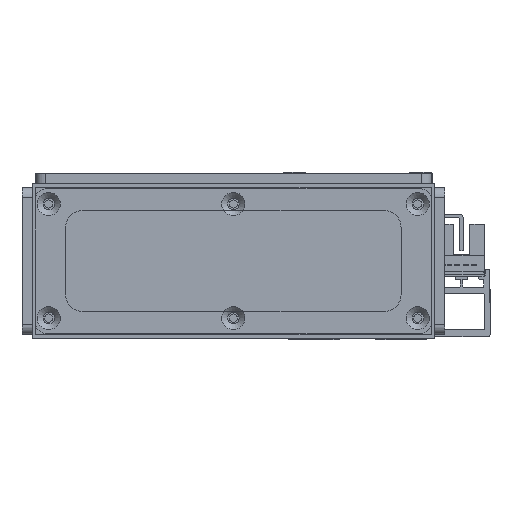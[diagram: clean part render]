
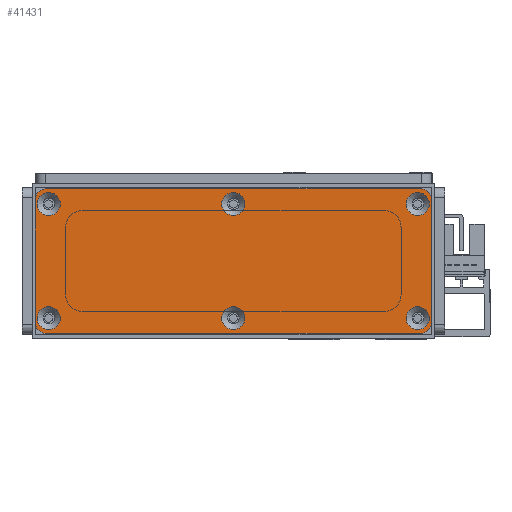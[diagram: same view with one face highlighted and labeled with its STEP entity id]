
A CAD part, front view. The second image highlights one B-rep face of the part: STEP entity #41431.
In plain terms, the highlighted face is planar.
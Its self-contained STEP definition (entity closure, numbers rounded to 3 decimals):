
#741=FACE_BOUND('',#7577,.T.);
#742=FACE_BOUND('',#7578,.T.);
#743=FACE_BOUND('',#7579,.T.);
#744=FACE_BOUND('',#7580,.T.);
#745=FACE_BOUND('',#7581,.T.);
#746=FACE_BOUND('',#7582,.T.);
#2415=PLANE('',#44865);
#4994=FACE_OUTER_BOUND('',#7576,.T.);
#7576=EDGE_LOOP('',(#38637,#38638,#38639,#38640,#38641,#38642,#38643,#38644));
#7577=EDGE_LOOP('',(#38645));
#7578=EDGE_LOOP('',(#38646));
#7579=EDGE_LOOP('',(#38647));
#7580=EDGE_LOOP('',(#38648));
#7581=EDGE_LOOP('',(#38649));
#7582=EDGE_LOOP('',(#38650));
#12135=LINE('',#68663,#16772);
#12139=LINE('',#68675,#16776);
#12143=LINE('',#68687,#16780);
#12147=LINE('',#68697,#16784);
#16772=VECTOR('',#55414,10.);
#16776=VECTOR('',#55426,10.);
#16780=VECTOR('',#55438,10.);
#16784=VECTOR('',#55450,10.);
#17966=CIRCLE('',#44819,3.45);
#17969=CIRCLE('',#44824,3.45);
#17972=CIRCLE('',#44829,3.45);
#17975=CIRCLE('',#44834,3.45);
#17978=CIRCLE('',#44839,3.45);
#17981=CIRCLE('',#44844,3.45);
#17985=CIRCLE('',#44850,3.);
#17987=CIRCLE('',#44854,3.);
#17989=CIRCLE('',#44858,3.);
#17991=CIRCLE('',#44862,3.);
#21682=VERTEX_POINT('',#68591);
#21685=VERTEX_POINT('',#68601);
#21688=VERTEX_POINT('',#68611);
#21691=VERTEX_POINT('',#68621);
#21694=VERTEX_POINT('',#68631);
#21697=VERTEX_POINT('',#68641);
#21702=VERTEX_POINT('',#68654);
#21703=VERTEX_POINT('',#68656);
#21705=VERTEX_POINT('',#68662);
#21707=VERTEX_POINT('',#68668);
#21709=VERTEX_POINT('',#68674);
#21711=VERTEX_POINT('',#68680);
#21713=VERTEX_POINT('',#68686);
#21715=VERTEX_POINT('',#68692);
#27342=EDGE_CURVE('',#21682,#21682,#17966,.T.);
#27347=EDGE_CURVE('',#21685,#21685,#17969,.T.);
#27352=EDGE_CURVE('',#21688,#21688,#17972,.T.);
#27357=EDGE_CURVE('',#21691,#21691,#17975,.T.);
#27362=EDGE_CURVE('',#21694,#21694,#17978,.T.);
#27367=EDGE_CURVE('',#21697,#21697,#17981,.T.);
#27374=EDGE_CURVE('',#21703,#21702,#17985,.T.);
#27377=EDGE_CURVE('',#21705,#21703,#12135,.T.);
#27380=EDGE_CURVE('',#21707,#21705,#17987,.T.);
#27383=EDGE_CURVE('',#21709,#21707,#12139,.T.);
#27386=EDGE_CURVE('',#21711,#21709,#17989,.T.);
#27389=EDGE_CURVE('',#21713,#21711,#12143,.T.);
#27392=EDGE_CURVE('',#21715,#21713,#17991,.T.);
#27395=EDGE_CURVE('',#21702,#21715,#12147,.T.);
#38637=ORIENTED_EDGE('',*,*,#27395,.T.);
#38638=ORIENTED_EDGE('',*,*,#27392,.T.);
#38639=ORIENTED_EDGE('',*,*,#27389,.T.);
#38640=ORIENTED_EDGE('',*,*,#27386,.T.);
#38641=ORIENTED_EDGE('',*,*,#27383,.T.);
#38642=ORIENTED_EDGE('',*,*,#27380,.T.);
#38643=ORIENTED_EDGE('',*,*,#27377,.T.);
#38644=ORIENTED_EDGE('',*,*,#27374,.T.);
#38645=ORIENTED_EDGE('',*,*,#27342,.T.);
#38646=ORIENTED_EDGE('',*,*,#27347,.T.);
#38647=ORIENTED_EDGE('',*,*,#27352,.T.);
#38648=ORIENTED_EDGE('',*,*,#27357,.T.);
#38649=ORIENTED_EDGE('',*,*,#27362,.T.);
#38650=ORIENTED_EDGE('',*,*,#27367,.T.);
#41431=ADVANCED_FACE('',(#4994,#741,#742,#743,#744,#745,#746),#2415,.T.);
#44819=AXIS2_PLACEMENT_3D('',#68592,#55333,#55334);
#44824=AXIS2_PLACEMENT_3D('',#68602,#55345,#55346);
#44829=AXIS2_PLACEMENT_3D('',#68612,#55357,#55358);
#44834=AXIS2_PLACEMENT_3D('',#68622,#55369,#55370);
#44839=AXIS2_PLACEMENT_3D('',#68632,#55381,#55382);
#44844=AXIS2_PLACEMENT_3D('',#68642,#55393,#55394);
#44850=AXIS2_PLACEMENT_3D('',#68657,#55408,#55409);
#44854=AXIS2_PLACEMENT_3D('',#68669,#55420,#55421);
#44858=AXIS2_PLACEMENT_3D('',#68681,#55432,#55433);
#44862=AXIS2_PLACEMENT_3D('',#68693,#55444,#55445);
#44865=AXIS2_PLACEMENT_3D('',#68699,#55453,#55454);
#55333=DIRECTION('center_axis',(0.,0.,-1.));
#55334=DIRECTION('ref_axis',(1.,0.,0.));
#55345=DIRECTION('center_axis',(0.,0.,-1.));
#55346=DIRECTION('ref_axis',(1.,0.,0.));
#55357=DIRECTION('center_axis',(0.,0.,-1.));
#55358=DIRECTION('ref_axis',(1.,0.,0.));
#55369=DIRECTION('center_axis',(0.,0.,-1.));
#55370=DIRECTION('ref_axis',(1.,0.,0.));
#55381=DIRECTION('center_axis',(0.,0.,-1.));
#55382=DIRECTION('ref_axis',(1.,0.,0.));
#55393=DIRECTION('center_axis',(0.,0.,-1.));
#55394=DIRECTION('ref_axis',(1.,0.,0.));
#55408=DIRECTION('center_axis',(0.,0.,1.));
#55409=DIRECTION('ref_axis',(-1.,0.,0.));
#55414=DIRECTION('',(0.,1.,0.));
#55420=DIRECTION('center_axis',(0.,0.,1.));
#55421=DIRECTION('ref_axis',(0.,1.,0.));
#55426=DIRECTION('',(1.,0.,0.));
#55432=DIRECTION('center_axis',(0.,0.,1.));
#55433=DIRECTION('ref_axis',(1.,0.,0.));
#55438=DIRECTION('',(0.,-1.,0.));
#55444=DIRECTION('center_axis',(0.,0.,1.));
#55445=DIRECTION('ref_axis',(0.,-1.,0.));
#55450=DIRECTION('',(-1.,0.,0.));
#55453=DIRECTION('center_axis',(0.,0.,1.));
#55454=DIRECTION('ref_axis',(1.,0.,0.));
#68591=CARTESIAN_POINT('',(110.55,4.5,3.));
#68592=CARTESIAN_POINT('Origin',(114.,4.5,3.));
#68601=CARTESIAN_POINT('',(55.55,38.5,3.));
#68602=CARTESIAN_POINT('Origin',(59.,38.5,3.));
#68611=CARTESIAN_POINT('',(55.55,4.5,3.));
#68612=CARTESIAN_POINT('Origin',(59.,4.5,3.));
#68621=CARTESIAN_POINT('',(0.55,38.5,3.));
#68622=CARTESIAN_POINT('Origin',(4.,38.5,3.));
#68631=CARTESIAN_POINT('',(110.55,38.5,3.));
#68632=CARTESIAN_POINT('Origin',(114.,38.5,3.));
#68641=CARTESIAN_POINT('',(0.55,4.5,3.));
#68642=CARTESIAN_POINT('Origin',(4.,4.5,3.));
#68654=CARTESIAN_POINT('',(115.,43.,3.));
#68656=CARTESIAN_POINT('',(118.,40.,3.));
#68657=CARTESIAN_POINT('Origin',(115.,40.,3.));
#68662=CARTESIAN_POINT('',(118.,3.,3.));
#68663=CARTESIAN_POINT('',(118.,40.,3.));
#68668=CARTESIAN_POINT('',(115.,0.,3.));
#68669=CARTESIAN_POINT('Origin',(115.,3.,3.));
#68674=CARTESIAN_POINT('',(3.,0.,3.));
#68675=CARTESIAN_POINT('',(115.,0.,3.));
#68680=CARTESIAN_POINT('',(0.,3.,3.));
#68681=CARTESIAN_POINT('Origin',(3.,3.,3.));
#68686=CARTESIAN_POINT('',(0.,40.,3.));
#68687=CARTESIAN_POINT('',(0.,3.,3.));
#68692=CARTESIAN_POINT('',(3.,43.,3.));
#68693=CARTESIAN_POINT('Origin',(3.,40.,3.));
#68697=CARTESIAN_POINT('',(3.,43.,3.));
#68699=CARTESIAN_POINT('Origin',(59.,21.5,3.));
